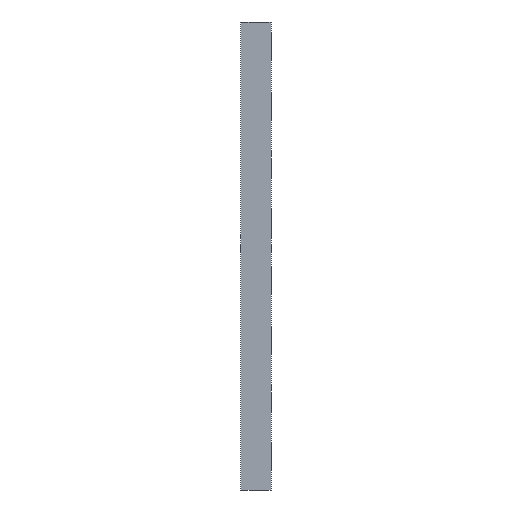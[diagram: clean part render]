
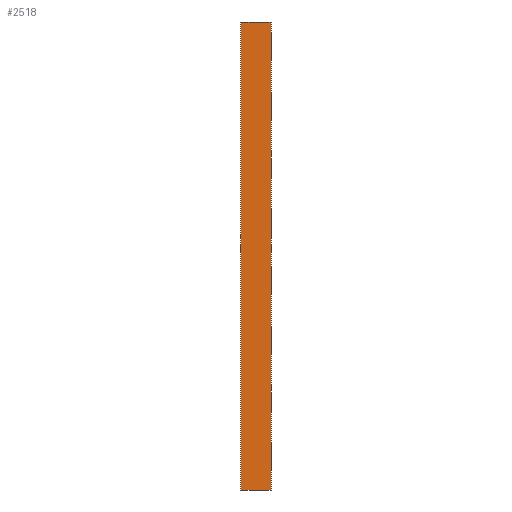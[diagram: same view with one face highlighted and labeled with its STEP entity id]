
A CAD part, left-side view. The second image highlights one B-rep face of the part: STEP entity #2518.
In plain terms, the highlighted planar face has unit normal (-1, 0, 0).
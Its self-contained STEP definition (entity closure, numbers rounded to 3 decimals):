
#141=FACE_OUTER_BOUND('',#271,.T.);
#271=EDGE_LOOP('',(#2164,#2165,#2166,#2167,#2168,#2169));
#566=LINE('',#3812,#902);
#587=LINE('',#3853,#923);
#604=LINE('',#3886,#940);
#605=LINE('',#3888,#941);
#607=LINE('',#3892,#943);
#609=LINE('',#3895,#945);
#902=VECTOR('',#3132,10.);
#923=VECTOR('',#3171,10.);
#940=VECTOR('',#3206,2.88);
#941=VECTOR('',#3209,10.);
#943=VECTOR('',#3213,10.);
#945=VECTOR('',#3217,10.);
#1149=VERTEX_POINT('',#3809);
#1150=VERTEX_POINT('',#3811);
#1161=VERTEX_POINT('',#3851);
#1167=VERTEX_POINT('',#3882);
#1168=VERTEX_POINT('',#3884);
#1169=VERTEX_POINT('',#3891);
#1462=EDGE_CURVE('',#1150,#1149,#566,.T.);
#1483=EDGE_CURVE('',#1149,#1161,#587,.T.);
#1500=EDGE_CURVE('',#1168,#1167,#604,.T.);
#1501=EDGE_CURVE('',#1161,#1167,#605,.T.);
#1503=EDGE_CURVE('',#1150,#1169,#607,.T.);
#1505=EDGE_CURVE('',#1169,#1168,#609,.T.);
#2164=ORIENTED_EDGE('',*,*,#1501,.T.);
#2165=ORIENTED_EDGE('',*,*,#1500,.F.);
#2166=ORIENTED_EDGE('',*,*,#1505,.F.);
#2167=ORIENTED_EDGE('',*,*,#1503,.F.);
#2168=ORIENTED_EDGE('',*,*,#1462,.T.);
#2169=ORIENTED_EDGE('',*,*,#1483,.T.);
#2289=PLANE('',#2655);
#2518=ADVANCED_FACE('',(#141),#2289,.F.);
#2655=AXIS2_PLACEMENT_3D('',#3896,#3218,#3219);
#3132=DIRECTION('',(0.,-1.,0.));
#3171=DIRECTION('',(0.,0.,1.));
#3206=DIRECTION('',(0.,-1.,0.));
#3209=DIRECTION('',(0.,1.,0.));
#3213=DIRECTION('',(0.,1.,0.));
#3217=DIRECTION('',(0.,0.,1.));
#3218=DIRECTION('center_axis',(1.,0.,0.));
#3219=DIRECTION('ref_axis',(0.,0.,1.));
#3809=CARTESIAN_POINT('',(-60.,0.,-400.));
#3811=CARTESIAN_POINT('',(-60.,4.,-400.));
#3812=CARTESIAN_POINT('',(-60.,8.369,-400.));
#3851=CARTESIAN_POINT('',(-60.,0.,0.));
#3853=CARTESIAN_POINT('',(-60.,0.,-200.));
#3882=CARTESIAN_POINT('',(-60.,4.,0.));
#3884=CARTESIAN_POINT('',(-60.,26.,0.));
#3886=CARTESIAN_POINT('',(-60.,-5.048,0.));
#3888=CARTESIAN_POINT('',(-60.,8.369,0.));
#3891=CARTESIAN_POINT('',(-60.,26.,-400.));
#3892=CARTESIAN_POINT('',(-60.,4.,-400.));
#3895=CARTESIAN_POINT('',(-60.,26.,-400.));
#3896=CARTESIAN_POINT('Origin',(-60.,12.738,-200.));
